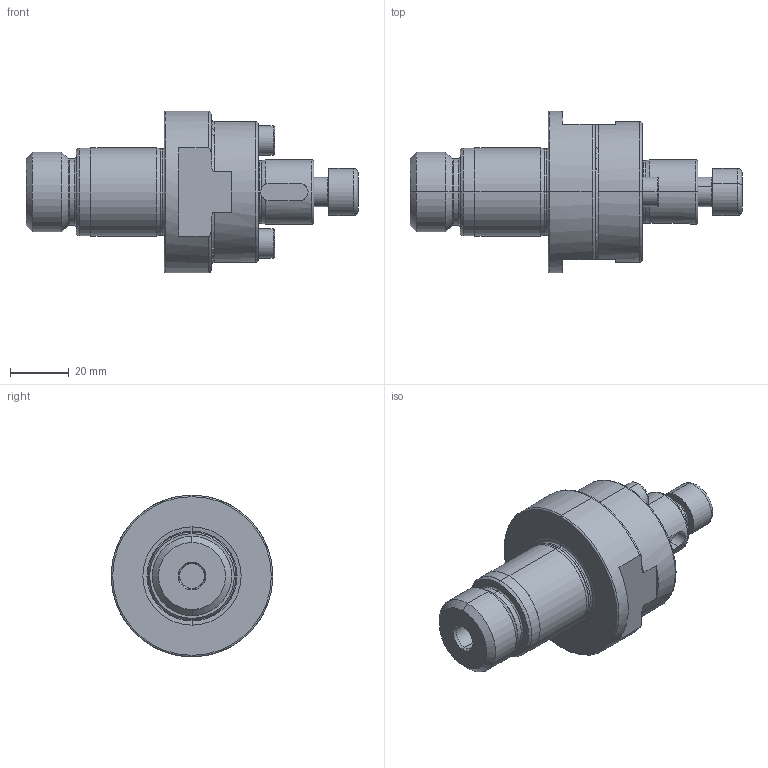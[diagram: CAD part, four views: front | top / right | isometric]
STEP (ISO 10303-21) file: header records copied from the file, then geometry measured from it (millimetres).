
FILE_DESCRIPTION (( 'STEP AP203' ), '1' );
FILE_NAME ('350.550.022C.STEP', '2024-09-02T11:58:45', ( '' ), ( '' ), 'SwSTEP 2.0', 'SolidWorks 2022', '' );
FILE_SCHEMA (( 'CONFIG_CONTROL_DESIGN' ));
Length unit declared in the file: millimetre
Products named in the file (4): 350.550.022C; CA5-D22.001.032_B; D22-ER1.002.025_A; D22-ER2.001.017_B
Assembly tree (4 placements, depth 2):
  350.550.022C
    CA5-D22.001.032_B
    D22-ER1.002.025_A
    D22-ER2.001.017_B  x2
Bounding box: 113 x 55 x 55 mm (x, y, z)
Volume: 98847.1 mm3; surface area: 22060.6 mm2
Topology: 4 solids, 4 shells, 245 faces, 559 edges, 322 vertices
Faces by surface type: cylinder 68, cone 67, torus 55, plane 55
Entity records: 6261 total; most frequent: CARTESIAN_POINT 1351, DIRECTION 1027, ORIENTED_EDGE 884, EDGE_CURVE 442, AXIS2_PLACEMENT_3D 429, VERTEX_POINT 261, CIRCLE 222, EDGE_LOOP 219
